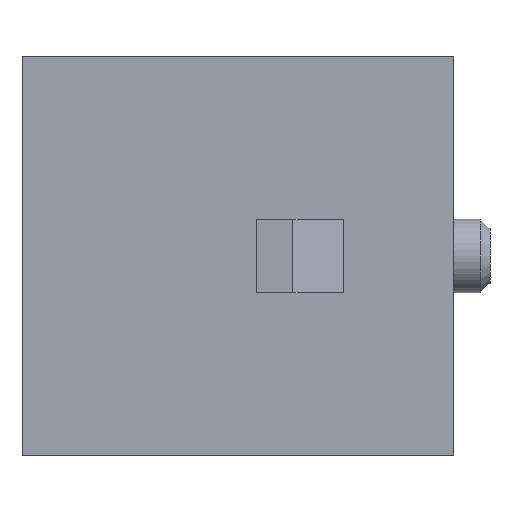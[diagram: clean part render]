
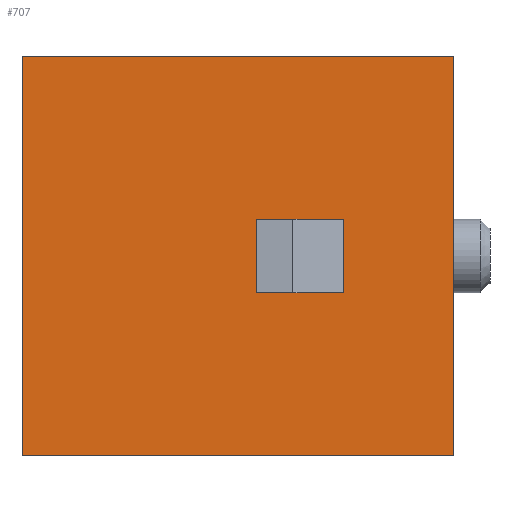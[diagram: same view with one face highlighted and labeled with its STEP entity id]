
A CAD part, left-side view. The second image highlights one B-rep face of the part: STEP entity #707.
In plain terms, the highlighted planar face has unit normal (-1, 0, 0).
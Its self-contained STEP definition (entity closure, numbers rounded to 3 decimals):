
#59=LINE('',#1073,#141);
#65=LINE('',#1086,#147);
#68=LINE('',#1092,#150);
#74=LINE('',#1103,#156);
#75=LINE('',#1105,#157);
#98=LINE('',#1156,#180);
#102=LINE('',#1165,#184);
#104=LINE('',#1168,#186);
#141=VECTOR('',#877,10.);
#147=VECTOR('',#887,10.);
#150=VECTOR('',#892,10.);
#156=VECTOR('',#902,10.);
#157=VECTOR('',#905,10.);
#180=VECTOR('',#954,10.);
#184=VECTOR('',#964,10.);
#186=VECTOR('',#968,10.);
#218=PLANE('',#783);
#229=FACE_BOUND('',#315,.T.);
#270=FACE_OUTER_BOUND('',#314,.T.);
#314=EDGE_LOOP('',(#650,#651,#652,#653));
#315=EDGE_LOOP('',(#654,#655,#656,#657));
#363=VERTEX_POINT('',#1070);
#364=VERTEX_POINT('',#1072);
#368=VERTEX_POINT('',#1083);
#369=VERTEX_POINT('',#1085);
#371=VERTEX_POINT('',#1091);
#374=VERTEX_POINT('',#1101);
#389=VERTEX_POINT('',#1154);
#391=VERTEX_POINT('',#1164);
#436=EDGE_CURVE('',#363,#364,#59,.T.);
#442=EDGE_CURVE('',#369,#368,#65,.T.);
#445=EDGE_CURVE('',#371,#369,#68,.T.);
#451=EDGE_CURVE('',#368,#374,#74,.T.);
#452=EDGE_CURVE('',#374,#371,#75,.T.);
#477=EDGE_CURVE('',#389,#363,#98,.T.);
#481=EDGE_CURVE('',#391,#364,#102,.T.);
#483=EDGE_CURVE('',#389,#391,#104,.T.);
#650=ORIENTED_EDGE('',*,*,#483,.T.);
#651=ORIENTED_EDGE('',*,*,#481,.T.);
#652=ORIENTED_EDGE('',*,*,#436,.F.);
#653=ORIENTED_EDGE('',*,*,#477,.F.);
#654=ORIENTED_EDGE('',*,*,#442,.T.);
#655=ORIENTED_EDGE('',*,*,#451,.T.);
#656=ORIENTED_EDGE('',*,*,#452,.T.);
#657=ORIENTED_EDGE('',*,*,#445,.T.);
#707=ADVANCED_FACE('',(#270,#229),#218,.T.);
#783=AXIS2_PLACEMENT_3D('',#1167,#966,#967);
#877=DIRECTION('',(0.,0.,1.));
#887=DIRECTION('',(0.,1.,0.));
#892=DIRECTION('',(0.,0.,-1.));
#902=DIRECTION('',(0.,0.,1.));
#905=DIRECTION('',(0.,-1.,0.));
#954=DIRECTION('',(0.,1.,0.));
#964=DIRECTION('',(0.,1.,0.));
#966=DIRECTION('center_axis',(-1.,0.,0.));
#967=DIRECTION('ref_axis',(0.,0.,1.));
#968=DIRECTION('',(0.,0.,1.));
#1070=CARTESIAN_POINT('',(0.261,33.263,55.105));
#1072=CARTESIAN_POINT('',(0.261,33.263,71.305));
#1073=CARTESIAN_POINT('',(0.261,33.263,55.105));
#1083=CARTESIAN_POINT('',(0.261,23.763,61.705));
#1085=CARTESIAN_POINT('',(0.261,20.202,61.705));
#1086=CARTESIAN_POINT('',(0.261,18.95,61.705));
#1091=CARTESIAN_POINT('',(0.261,20.202,64.705));
#1092=CARTESIAN_POINT('',(0.261,20.202,59.155));
#1101=CARTESIAN_POINT('',(0.261,23.763,64.705));
#1103=CARTESIAN_POINT('',(0.261,23.763,59.155));
#1105=CARTESIAN_POINT('',(0.261,18.95,64.705));
#1154=CARTESIAN_POINT('',(0.261,15.763,55.105));
#1156=CARTESIAN_POINT('',(0.261,15.763,55.105));
#1164=CARTESIAN_POINT('',(0.261,15.763,71.305));
#1165=CARTESIAN_POINT('',(0.261,15.763,71.305));
#1167=CARTESIAN_POINT('Origin',(0.261,15.763,55.105));
#1168=CARTESIAN_POINT('',(0.261,15.763,55.105));
